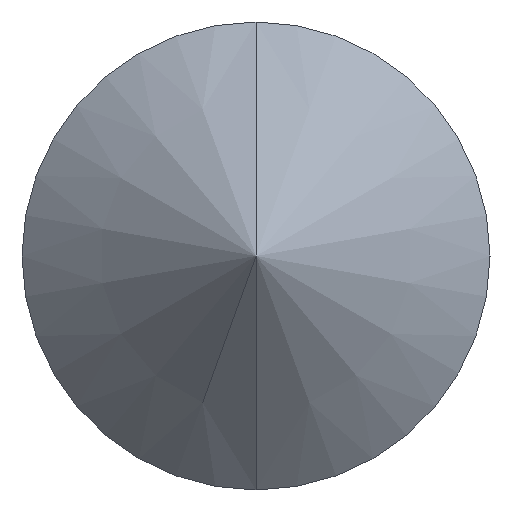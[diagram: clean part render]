
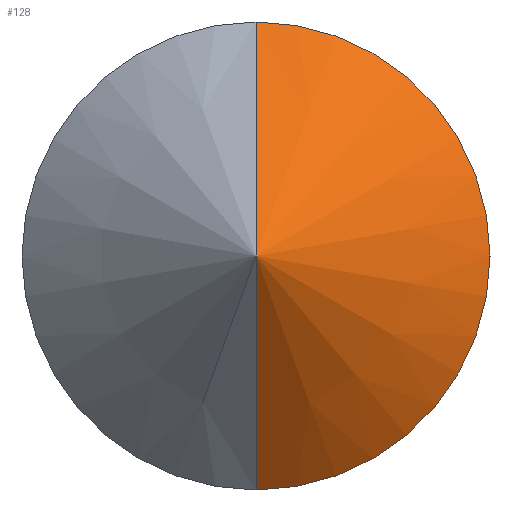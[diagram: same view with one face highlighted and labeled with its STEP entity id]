
A CAD part, front view. The second image highlights one B-rep face of the part: STEP entity #128.
In plain terms, the highlighted conical face has half-angle 50 degrees and reference radius 1191.75 mm.
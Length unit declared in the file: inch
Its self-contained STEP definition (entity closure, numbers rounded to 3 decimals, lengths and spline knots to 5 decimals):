
#14 = FACE_OUTER_BOUND ( 'NONE', #300, .T. ) ;
#47 = DIRECTION ( 'NONE',  ( 0., 1., 0. ) ) ;
#52 = DIRECTION ( 'NONE',  ( 0., 0., -1. ) ) ;
#60 = VERTEX_POINT ( 'NONE', #61 ) ;
#61 = CARTESIAN_POINT ( 'NONE',  ( 0., 0., 0. ) ) ;
#63 = DIRECTION ( 'NONE',  ( 0., 0.643, -0.766 ) ) ;
#64 = EDGE_CURVE ( 'NONE', #60, #146, #313, .T. ) ;
#66 = CARTESIAN_POINT ( 'NONE',  ( 0., 0., 0. ) ) ;
#69 = DIRECTION ( 'NONE',  ( 0., 0., 1. ) ) ;
#111 = ORIENTED_EDGE ( 'NONE', *, *, #345, .F. ) ;
#119 = CARTESIAN_POINT ( 'NONE',  ( 0., 39.37008, 0. ) ) ;
#128 = ADVANCED_FACE ( 'NONE', ( #14 ), #292, .T. ) ;
#142 = AXIS2_PLACEMENT_3D ( 'NONE', #119, #47, #69 ) ;
#146 = VERTEX_POINT ( 'NONE', #265 ) ;
#167 = VERTEX_POINT ( 'NONE', #244 ) ;
#181 = CARTESIAN_POINT ( 'NONE',  ( 0., 0., 0. ) ) ;
#185 = AXIS2_PLACEMENT_3D ( 'NONE', #272, #225, #52 ) ;
#209 = DIRECTION ( 'NONE',  ( 0., 0.643, 0.766 ) ) ;
#214 = EDGE_CURVE ( 'NONE', #146, #167, #329, .T. ) ;
#216 = VECTOR ( 'NONE', #209, 39.37008 ) ;
#225 = DIRECTION ( 'NONE',  ( 0., -1., 0. ) ) ;
#244 = CARTESIAN_POINT ( 'NONE',  ( 0., 0.10489, 0.125 ) ) ;
#251 = ORIENTED_EDGE ( 'NONE', *, *, #214, .T. ) ;
#265 = CARTESIAN_POINT ( 'NONE',  ( 0., 0.10489, -0.125 ) ) ;
#272 = CARTESIAN_POINT ( 'NONE',  ( 0., 0.10489, 0. ) ) ;
#292 = CONICAL_SURFACE ( 'NONE', #142, 46.91943, 0.873 ) ;
#293 = LINE ( 'NONE', #181, #216 ) ;
#300 = EDGE_LOOP ( 'NONE', ( #111, #337, #251 ) ) ;
#313 = LINE ( 'NONE', #66, #314 ) ;
#314 = VECTOR ( 'NONE', #63, 39.37008 ) ;
#329 = CIRCLE ( 'NONE', #185, 0.125 ) ;
#337 = ORIENTED_EDGE ( 'NONE', *, *, #64, .T. ) ;
#345 = EDGE_CURVE ( 'NONE', #60, #167, #293, .T. ) ;
